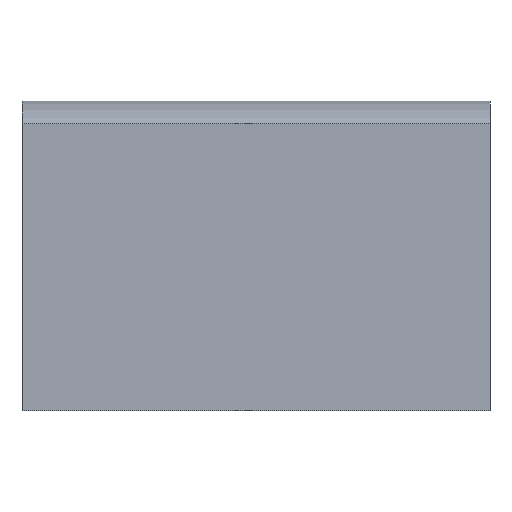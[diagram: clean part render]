
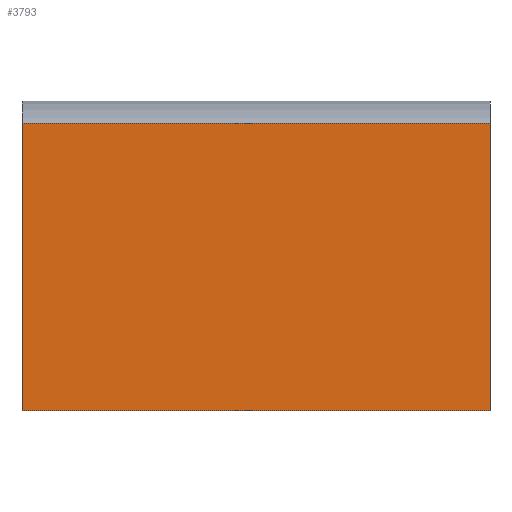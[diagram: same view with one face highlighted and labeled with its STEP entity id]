
A CAD part, front view. The second image highlights one B-rep face of the part: STEP entity #3793.
In plain terms, the highlighted planar face has unit normal (0, -1, 0).
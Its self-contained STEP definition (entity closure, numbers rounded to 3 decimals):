
#51=PLANE('',#4026);
#255=FACE_OUTER_BOUND('',#467,.T.);
#467=EDGE_LOOP('',(#3378,#3379,#3380,#3381));
#1039=LINE('',#16251,#1241);
#1052=LINE('',#16278,#1254);
#1053=LINE('',#16281,#1255);
#1054=LINE('',#16282,#1256);
#1241=VECTOR('',#4644,10.);
#1254=VECTOR('',#4669,10.);
#1255=VECTOR('',#4672,10.);
#1256=VECTOR('',#4673,10.);
#1644=VERTEX_POINT('',#16248);
#1645=VERTEX_POINT('',#16250);
#1653=VERTEX_POINT('',#16276);
#1654=VERTEX_POINT('',#16280);
#2219=EDGE_CURVE('',#1644,#1645,#1039,.T.);
#2233=EDGE_CURVE('',#1653,#1645,#1052,.T.);
#2234=EDGE_CURVE('',#1654,#1653,#1053,.T.);
#2235=EDGE_CURVE('',#1654,#1644,#1054,.T.);
#3378=ORIENTED_EDGE('',*,*,#2234,.T.);
#3379=ORIENTED_EDGE('',*,*,#2233,.T.);
#3380=ORIENTED_EDGE('',*,*,#2219,.F.);
#3381=ORIENTED_EDGE('',*,*,#2235,.F.);
#3793=ADVANCED_FACE('',(#255),#51,.T.);
#4026=AXIS2_PLACEMENT_3D('',#16279,#4670,#4671);
#4644=DIRECTION('',(0.,0.,-1.));
#4669=DIRECTION('',(1.,0.,0.));
#4670=DIRECTION('center_axis',(0.,-1.,0.));
#4671=DIRECTION('ref_axis',(0.,0.,-1.));
#4672=DIRECTION('',(0.,0.,-1.));
#4673=DIRECTION('',(1.,0.,0.));
#16248=CARTESIAN_POINT('',(57.,-25.,8.6));
#16250=CARTESIAN_POINT('',(57.,-25.,-26.4));
#16251=CARTESIAN_POINT('',(57.,-25.,8.6));
#16276=CARTESIAN_POINT('',(0.,-25.,-26.4));
#16278=CARTESIAN_POINT('',(0.,-25.,-26.4));
#16279=CARTESIAN_POINT('Origin',(0.,-25.,8.6));
#16280=CARTESIAN_POINT('',(0.,-25.,8.6));
#16281=CARTESIAN_POINT('',(0.,-25.,8.6));
#16282=CARTESIAN_POINT('',(0.,-25.,8.6));
